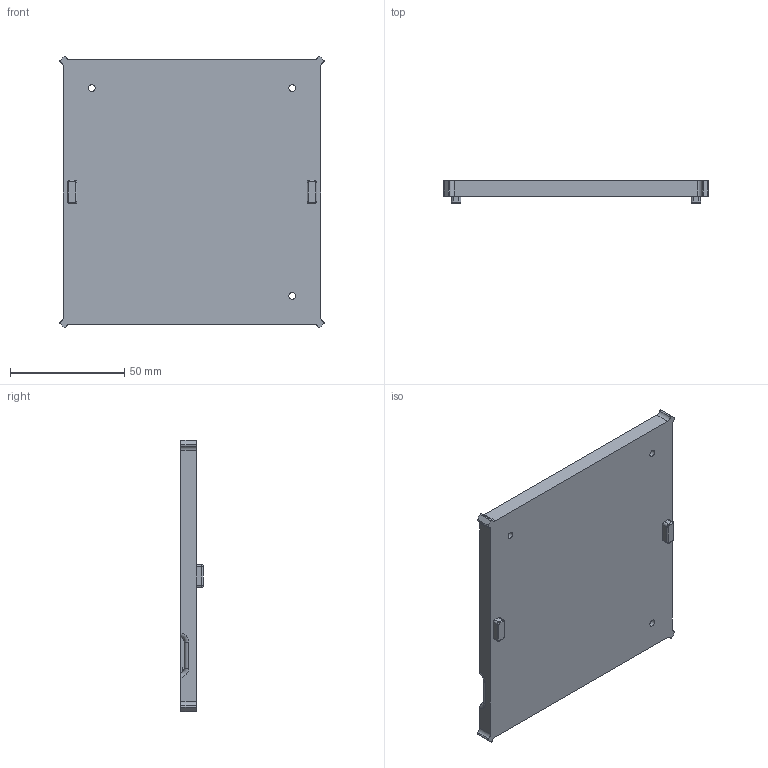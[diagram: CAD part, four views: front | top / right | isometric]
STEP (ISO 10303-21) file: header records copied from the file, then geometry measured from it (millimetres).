
FILE_DESCRIPTION(/* description */ (''),/* implementation_level */ '2;1');
FILE_NAME(/* name */ '2_3_bottom cover___middle part.step',/* time_stamp */ '2025-06-12T01:30:43-06:00',/* author */ (''),/* organization */ (''),/* preprocessor_version */ 'ST-DEVELOPER v20.1',/* originating_system */ 'Autodesk Translation Framework v14.10.0.0',/* authorisation */ '');
FILE_SCHEMA (('AUTOMOTIVE_DESIGN { 1 0 10303 214 3 1 1 }'));
Length unit declared in the file: millimetre
Products named in the file (1): Bottom Case
Bounding box: 115.52 x 9.71 x 118.7 mm (x, y, z)
Volume: 53713.5 mm3; surface area: 30824.6 mm2
Topology: 1 solids, 1 shells, 168 faces, 412 edges, 250 vertices
Faces by surface type: cylinder 80, plane 50, bspline 21, torus 15, sphere 2
Full cylindrical faces by diameter (mm): 3 x3
Entity records: 5166 total; most frequent: CARTESIAN_POINT 1123, DIRECTION 880, ORIENTED_EDGE 824, EDGE_CURVE 412, AXIS2_PLACEMENT_3D 335, VERTEX_POINT 250, LINE 210, VECTOR 210
